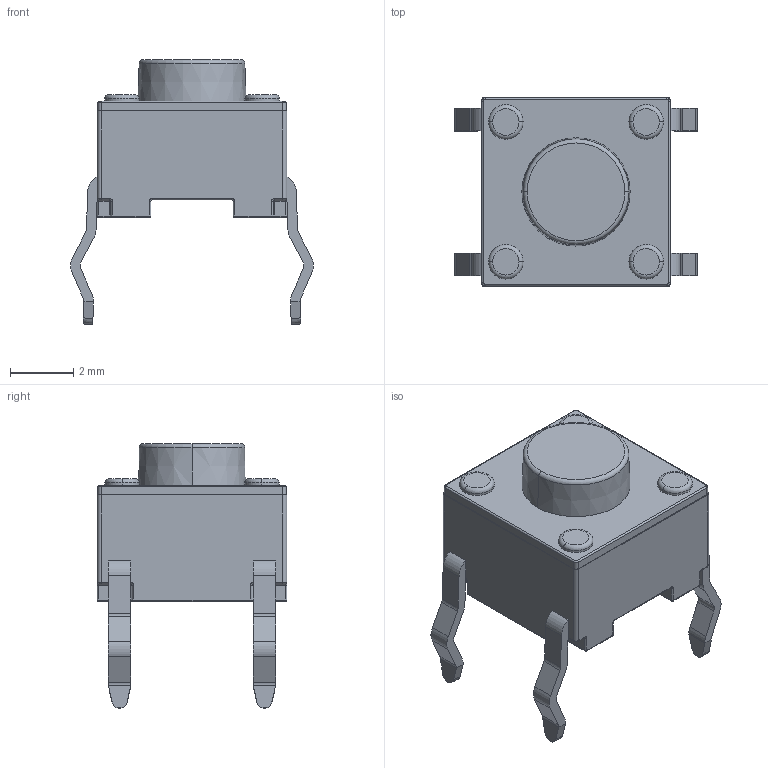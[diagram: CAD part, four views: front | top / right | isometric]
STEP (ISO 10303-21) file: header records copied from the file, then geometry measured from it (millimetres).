
FILE_DESCRIPTION (( 'STEP AP214' ), '1' );
FILE_NAME ('Button 6x6x5 DIP.STEP', '2019-11-20T13:49:40', ( 'Elessar' ), ( '' ), 'SwSTEP 2.0', 'SolidWorks 2018', '' );
FILE_SCHEMA (( 'AUTOMOTIVE_DESIGN' ));
Length unit declared in the file: millimetre
Products named in the file (1): Button 6x6x5 DIP
Bounding box: 7.69 x 6.01 x 8.38 mm (x, y, z)
Volume: 137.9 mm3; surface area: 213.9 mm2
Topology: 1 solids, 1 shells, 286 faces, 696 edges, 394 vertices
Faces by surface type: cylinder 130, plane 88, torus 42, sphere 24, cone 2
Entity records: 9257 total; most frequent: DIRECTION 1558, CARTESIAN_POINT 1383, ORIENTED_EDGE 1344, EDGE_CURVE 672, AXIS2_PLACEMENT_3D 607, VERTEX_POINT 394, VECTOR 344, LINE 344
